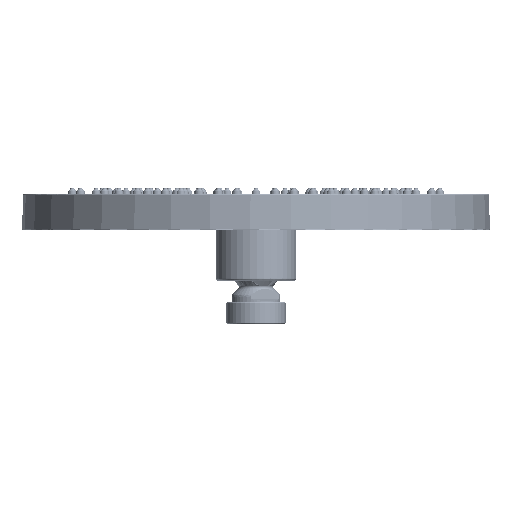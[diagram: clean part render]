
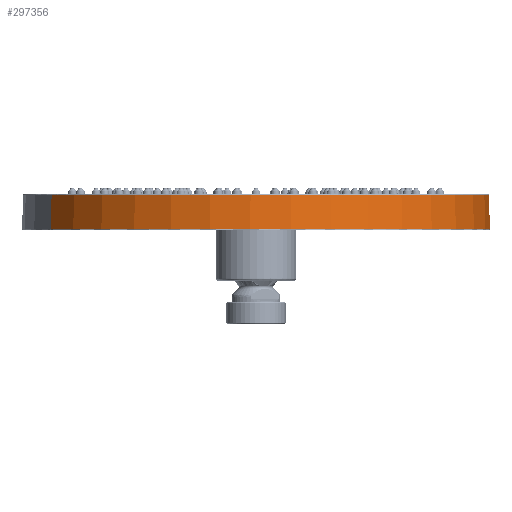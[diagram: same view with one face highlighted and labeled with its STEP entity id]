
A CAD part, left-side view. The second image highlights one B-rep face of the part: STEP entity #297356.
In plain terms, the highlighted free-form (B-spline) face has degree [1, 8] with [2, 9] control points.
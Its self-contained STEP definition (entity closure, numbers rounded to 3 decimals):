
#296761=CARTESIAN_POINT(' ',(-96.549,52.745,-2.517));
#296762=VERTEX_POINT(' ',#296761);
#296806=CARTESIAN_POINT(' ',(96.549,-52.745,-2.517));
#296807=VERTEX_POINT(' ',#296806);
#296821=CARTESIAN_POINT(' ',(0.,0.,-2.517));
#296826=DIRECTION(' ',(0.,0.,1.));
#296831=DIRECTION(' ',(-0.878,0.479,0.));
#296836=AXIS2_PLACEMENT_3D(' ',#296821,#296826,#296831);
#296841=CIRCLE('',#296836,110.017);
#296846=EDGE_CURVE(' ',#296762,#296807,#296841,.T.);
#297141=CARTESIAN_POINT(' ',(-97.039,53.013,13.483));
#297146=CARTESIAN_POINT(' ',(-117.857,14.906,13.483));
#297151=CARTESIAN_POINT(' ',(-121.569,-32.548,13.483));
#297156=CARTESIAN_POINT(' ',(-103.311,-80.369,13.483));
#297161=CARTESIAN_POINT(' ',(-63.712,-116.623,13.483));
#297166=CARTESIAN_POINT(' ',(-11.809,-130.357,13.483));
#297171=CARTESIAN_POINT(' ',(38.296,-119.882,13.483));
#297176=CARTESIAN_POINT(' ',(76.221,-91.12,13.483));
#297181=CARTESIAN_POINT(' ',(97.039,-53.013,13.483));
#297186=CARTESIAN_POINT(' ',(-96.549,52.745,-2.517));
#297191=CARTESIAN_POINT(' ',(-117.262,14.83,-2.517));
#297196=CARTESIAN_POINT(' ',(-120.955,-32.383,-2.517));
#297201=CARTESIAN_POINT(' ',(-102.789,-79.963,-2.517));
#297206=CARTESIAN_POINT(' ',(-63.39,-116.034,-2.517));
#297211=CARTESIAN_POINT(' ',(-11.749,-129.698,-2.517));
#297216=CARTESIAN_POINT(' ',(38.103,-119.277,-2.517));
#297221=CARTESIAN_POINT(' ',(75.836,-90.66,-2.517));
#297226=CARTESIAN_POINT(' ',(96.549,-52.745,-2.517));
#297231=B_SPLINE_SURFACE_WITH_KNOTS(' ',1,8,((#297141,#297146,#297151,#297156,#297161,#297166,#297171,#297176,#297181),(#297186,#297191,#297196,#297201,#297206,#297211,#297216,#297221,#297226)),.UNSPECIFIED.,.F.,.F.,.U.,(2,2),(9,9),(0.,1.),(0.,1.),.UNSPECIFIED.);
#297236=ORIENTED_EDGE(' ',*,*,#296846,.T.);
#297241=CARTESIAN_POINT(' ',(97.039,-53.013,13.483));
#297246=DIRECTION(' ',(-0.031,0.017,-0.999));
#297251=VECTOR(' ',#297246,1.);
#297256=LINE('',#297241,#297251);
#297261=CARTESIAN_POINT(' ',(97.039,-53.013,13.483));
#297262=VERTEX_POINT(' ',#297261);
#297266=EDGE_CURVE(' ',#297262,#296807,#297256,.T.);
#297271=ORIENTED_EDGE(' ',*,*,#297266,.F.);
#297276=CARTESIAN_POINT(' ',(0.,0.,13.483));
#297281=DIRECTION(' ',(0.,0.,1.));
#297286=DIRECTION(' ',(-0.878,0.479,0.));
#297291=AXIS2_PLACEMENT_3D(' ',#297276,#297281,#297286);
#297296=CIRCLE('',#297291,110.576);
#297301=CARTESIAN_POINT(' ',(-97.039,53.013,13.483));
#297302=VERTEX_POINT(' ',#297301);
#297306=EDGE_CURVE(' ',#297302,#297262,#297296,.T.);
#297311=ORIENTED_EDGE(' ',*,*,#297306,.F.);
#297316=CARTESIAN_POINT(' ',(-97.039,53.013,13.483));
#297321=DIRECTION(' ',(0.031,-0.017,-0.999));
#297326=VECTOR(' ',#297321,1.);
#297331=LINE('',#297316,#297326);
#297336=EDGE_CURVE(' ',#297302,#296762,#297331,.T.);
#297341=ORIENTED_EDGE(' ',*,*,#297336,.T.);
#297346=EDGE_LOOP(' ',(#297236,#297271,#297311,#297341));
#297351=FACE_OUTER_BOUND(' ',#297346,.T.);
#297356=ADVANCED_FACE('',(#297351),#297231,.T.);
